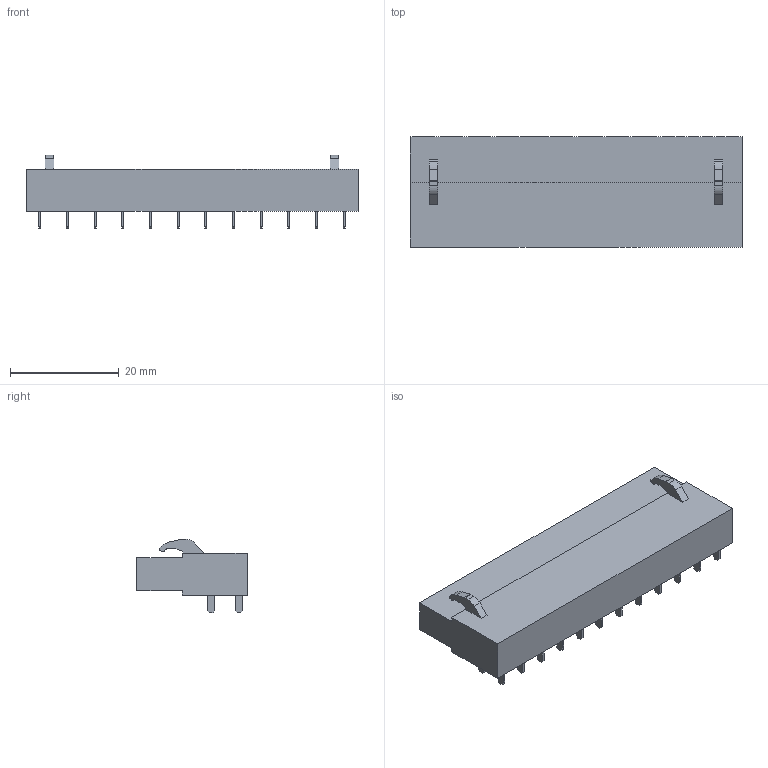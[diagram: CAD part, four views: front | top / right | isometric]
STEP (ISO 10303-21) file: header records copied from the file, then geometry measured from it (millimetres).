
FILE_DESCRIPTION(('CATIA V5 STEP','CAx-IF Rec.Pracs.--- Model Styling and Organization---1.2---2011-12-15'),'2;1');
FILE_NAME ('D1453702_0', '2018-09-01T03:01:29+00:00', ('none'), ('Weidmueller'), 'CATIA Version 5-6 Release 2014', 'CATIA V5 STEP AP214', 'none');
FILE_SCHEMA(('AUTOMOTIVE_DESIGN { 1 0 10303 214 1 1 1 1 }'));
Length unit declared in the file: millimetre
Products named in the file (1): 1623040000
Bounding box: 60.96 x 20.25 x 13.48 mm (x, y, z)
Volume: 8587.8 mm3; surface area: 4289.5 mm2
Topology: 25 solids, 25 shells, 394 faces, 918 edges, 612 vertices
Faces by surface type: plane 356, cone 24, cylinder 14
Entity records: 10073 total; most frequent: ORIENTED_EDGE 1836, CARTESIAN_POINT 1771, DIRECTION 1326, EDGE_CURVE 918, VECTOR 818, LINE 818, VERTEX_POINT 612, EDGE_LOOP 432
